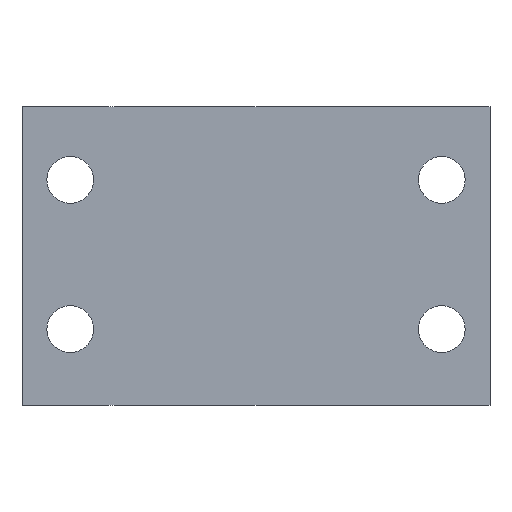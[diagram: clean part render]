
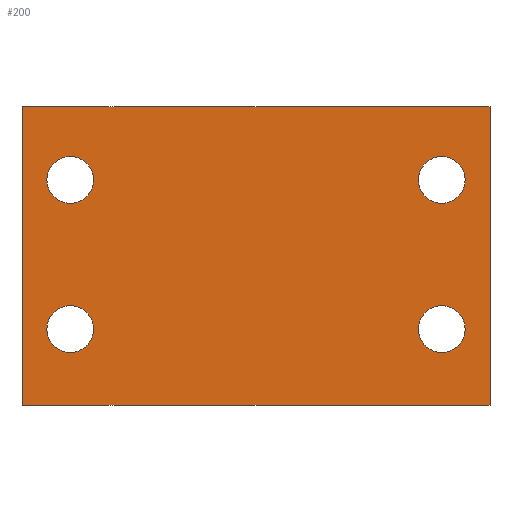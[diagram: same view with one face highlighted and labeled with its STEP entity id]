
A CAD part, front view. The second image highlights one B-rep face of the part: STEP entity #200.
In plain terms, the highlighted planar face has unit normal (0, -1, 0).
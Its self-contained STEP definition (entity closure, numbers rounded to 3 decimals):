
#134 = EDGE_LOOP ( 'NONE', ( #203, #136 ) ) ;
#135 = EDGE_LOOP ( 'NONE', ( #138, #204 ) ) ;
#136 = ORIENTED_EDGE ( 'NONE', *, *, #764, .T. ) ;
#137 = ORIENTED_EDGE ( 'NONE', *, *, #185, .F. ) ;
#138 = ORIENTED_EDGE ( 'NONE', *, *, #808, .T. ) ;
#139 = EDGE_LOOP ( 'NONE', ( #137, #140, #147, #205 ) ) ;
#140 = ORIENTED_EDGE ( 'NONE', *, *, #143, .F. ) ;
#142 = VERTEX_POINT ( 'NONE', #1108 ) ;
#143 = EDGE_CURVE ( 'NONE', #142, #201, #1115, .T. ) ;
#145 = EDGE_CURVE ( 'NONE', #142, #176, #1110, .T. ) ;
#147 = ORIENTED_EDGE ( 'NONE', *, *, #145, .T. ) ;
#175 = VERTEX_POINT ( 'NONE', #1186 ) ;
#176 = VERTEX_POINT ( 'NONE', #1185 ) ;
#181 = EDGE_CURVE ( 'NONE', #176, #175, #1184, .T. ) ;
#183 = ORIENTED_EDGE ( 'NONE', *, *, #842, .T. ) ;
#185 = EDGE_CURVE ( 'NONE', #201, #175, #1179, .T. ) ;
#188 = ORIENTED_EDGE ( 'NONE', *, *, #727, .T. ) ;
#191 = ORIENTED_EDGE ( 'NONE', *, *, #781, .T. ) ;
#196 = EDGE_LOOP ( 'NONE', ( #191, #199 ) ) ;
#199 = ORIENTED_EDGE ( 'NONE', *, *, #778, .T. ) ;
#200 = ADVANCED_FACE ( 'NONE', ( #1219, #1216, #1194, #1224, #1225 ), #1217, .T. ) ;
#201 = VERTEX_POINT ( 'NONE', #1215 ) ;
#202 = EDGE_LOOP ( 'NONE', ( #183, #188 ) ) ;
#203 = ORIENTED_EDGE ( 'NONE', *, *, #800, .T. ) ;
#204 = ORIENTED_EDGE ( 'NONE', *, *, #761, .T. ) ;
#205 = ORIENTED_EDGE ( 'NONE', *, *, #181, .T. ) ;
#458 = CIRCLE ( 'NONE', #482, 4. ) ;
#482 = AXIS2_PLACEMENT_3D ( 'NONE', #497, #490, #489 ) ;
#489 = DIRECTION ( 'NONE',  ( 0., 0., 1. ) ) ;
#490 = DIRECTION ( 'NONE',  ( 0., 1., 0. ) ) ;
#497 = CARTESIAN_POINT ( 'NONE',  ( -31.75, 0., -38. ) ) ;
#528 = CARTESIAN_POINT ( 'NONE',  ( -31.75, 0., -8.5 ) ) ;
#529 = CARTESIAN_POINT ( 'NONE',  ( -31.75, 0., -16.5 ) ) ;
#531 = CARTESIAN_POINT ( 'NONE',  ( -31.75, 0., -42. ) ) ;
#727 = EDGE_CURVE ( 'NONE', #857, #840, #458, .T. ) ;
#761 = EDGE_CURVE ( 'NONE', #763, #774, #1318, .T. ) ;
#763 = VERTEX_POINT ( 'NONE', #1313 ) ;
#764 = EDGE_CURVE ( 'NONE', #859, #860, #1292, .T. ) ;
#774 = VERTEX_POINT ( 'NONE', #1291 ) ;
#778 = EDGE_CURVE ( 'NONE', #843, #844, #1343, .T. ) ;
#781 = EDGE_CURVE ( 'NONE', #844, #843, #1375, .T. ) ;
#800 = EDGE_CURVE ( 'NONE', #860, #859, #1390, .T. ) ;
#808 = EDGE_CURVE ( 'NONE', #774, #763, #1429, .T. ) ;
#840 = VERTEX_POINT ( 'NONE', #1445 ) ;
#842 = EDGE_CURVE ( 'NONE', #840, #857, #1440, .T. ) ;
#843 = VERTEX_POINT ( 'NONE', #1486 ) ;
#844 = VERTEX_POINT ( 'NONE', #1461 ) ;
#857 = VERTEX_POINT ( 'NONE', #531 ) ;
#859 = VERTEX_POINT ( 'NONE', #529 ) ;
#860 = VERTEX_POINT ( 'NONE', #528 ) ;
#1108 = CARTESIAN_POINT ( 'NONE',  ( -40., 0., -51. ) ) ;
#1110 = LINE ( 'NONE', #1139, #1138 ) ;
#1115 = LINE ( 'NONE', #1143, #1142 ) ;
#1137 = DIRECTION ( 'NONE',  ( 1., 0., 0. ) ) ;
#1138 = VECTOR ( 'NONE', #1137, 1000. ) ;
#1139 = CARTESIAN_POINT ( 'NONE',  ( -40., 0., -51. ) ) ;
#1141 = DIRECTION ( 'NONE',  ( 0., 0., 1. ) ) ;
#1142 = VECTOR ( 'NONE', #1141, 1000. ) ;
#1143 = CARTESIAN_POINT ( 'NONE',  ( -40., 0., -51. ) ) ;
#1176 = DIRECTION ( 'NONE',  ( 0., 0., 1. ) ) ;
#1177 = VECTOR ( 'NONE', #1176, 1000. ) ;
#1178 = CARTESIAN_POINT ( 'NONE',  ( 40., 0., -51. ) ) ;
#1179 = LINE ( 'NONE', #1235, #1228 ) ;
#1184 = LINE ( 'NONE', #1178, #1177 ) ;
#1185 = CARTESIAN_POINT ( 'NONE',  ( 40., 0., -51. ) ) ;
#1186 = CARTESIAN_POINT ( 'NONE',  ( 40., 0., 0. ) ) ;
#1194 = FACE_BOUND ( 'NONE', #134, .T. ) ;
#1206 = DIRECTION ( 'NONE',  ( 0., 0., -1. ) ) ;
#1207 = DIRECTION ( 'NONE',  ( 0., -1., 0. ) ) ;
#1208 = CARTESIAN_POINT ( 'NONE',  ( -40., 0., -51. ) ) ;
#1209 = AXIS2_PLACEMENT_3D ( 'NONE', #1208, #1207, #1206 ) ;
#1215 = CARTESIAN_POINT ( 'NONE',  ( -40., 0., 0. ) ) ;
#1216 = FACE_BOUND ( 'NONE', #202, .T. ) ;
#1217 = PLANE ( 'NONE',  #1209 ) ;
#1219 = FACE_BOUND ( 'NONE', #196, .T. ) ;
#1224 = FACE_BOUND ( 'NONE', #135, .T. ) ;
#1225 = FACE_OUTER_BOUND ( 'NONE', #139, .T. ) ;
#1227 = DIRECTION ( 'NONE',  ( 1., 0., 0. ) ) ;
#1228 = VECTOR ( 'NONE', #1227, 1000. ) ;
#1235 = CARTESIAN_POINT ( 'NONE',  ( -40., 0., 0. ) ) ;
#1269 = AXIS2_PLACEMENT_3D ( 'NONE', #1297, #1289, #1345 ) ;
#1289 = DIRECTION ( 'NONE',  ( 0., 1., 0. ) ) ;
#1291 = CARTESIAN_POINT ( 'NONE',  ( 31.75, 0., -8.5 ) ) ;
#1292 = CIRCLE ( 'NONE', #1269, 4. ) ;
#1297 = CARTESIAN_POINT ( 'NONE',  ( -31.75, 0., -12.5 ) ) ;
#1298 = DIRECTION ( 'NONE',  ( 0., 0., 1. ) ) ;
#1299 = DIRECTION ( 'NONE',  ( 0., 1., 0. ) ) ;
#1300 = CARTESIAN_POINT ( 'NONE',  ( 31.75, 0., -12.5 ) ) ;
#1313 = CARTESIAN_POINT ( 'NONE',  ( 31.75, 0., -16.5 ) ) ;
#1315 = AXIS2_PLACEMENT_3D ( 'NONE', #1300, #1299, #1298 ) ;
#1318 = CIRCLE ( 'NONE', #1315, 4. ) ;
#1328 = AXIS2_PLACEMENT_3D ( 'NONE', #1366, #1365, #1364 ) ;
#1342 = AXIS2_PLACEMENT_3D ( 'NONE', #1378, #1377, #1376 ) ;
#1343 = CIRCLE ( 'NONE', #1342, 4. ) ;
#1345 = DIRECTION ( 'NONE',  ( 0., 0., -1. ) ) ;
#1364 = DIRECTION ( 'NONE',  ( 0., 0., 1. ) ) ;
#1365 = DIRECTION ( 'NONE',  ( 0., 1., 0. ) ) ;
#1366 = CARTESIAN_POINT ( 'NONE',  ( 31.75, 0., -38. ) ) ;
#1375 = CIRCLE ( 'NONE', #1328, 4. ) ;
#1376 = DIRECTION ( 'NONE',  ( 0., 0., 1. ) ) ;
#1377 = DIRECTION ( 'NONE',  ( 0., 1., 0. ) ) ;
#1378 = CARTESIAN_POINT ( 'NONE',  ( 31.75, 0., -38. ) ) ;
#1387 = DIRECTION ( 'NONE',  ( 0., 0., -1. ) ) ;
#1388 = DIRECTION ( 'NONE',  ( 0., 1., 0. ) ) ;
#1389 = CARTESIAN_POINT ( 'NONE',  ( -31.75, 0., -12.5 ) ) ;
#1390 = CIRCLE ( 'NONE', #1398, 4. ) ;
#1398 = AXIS2_PLACEMENT_3D ( 'NONE', #1389, #1388, #1387 ) ;
#1402 = AXIS2_PLACEMENT_3D ( 'NONE', #1428, #1427, #1426 ) ;
#1426 = DIRECTION ( 'NONE',  ( 0., 0., 1. ) ) ;
#1427 = DIRECTION ( 'NONE',  ( 0., 1., 0. ) ) ;
#1428 = CARTESIAN_POINT ( 'NONE',  ( 31.75, 0., -12.5 ) ) ;
#1429 = CIRCLE ( 'NONE', #1402, 4. ) ;
#1440 = CIRCLE ( 'NONE', #1441, 4. ) ;
#1441 = AXIS2_PLACEMENT_3D ( 'NONE', #1484, #1483, #1482 ) ;
#1445 = CARTESIAN_POINT ( 'NONE',  ( -31.75, 0., -34. ) ) ;
#1461 = CARTESIAN_POINT ( 'NONE',  ( 31.75, 0., -34. ) ) ;
#1482 = DIRECTION ( 'NONE',  ( 0., 0., 1. ) ) ;
#1483 = DIRECTION ( 'NONE',  ( 0., 1., 0. ) ) ;
#1484 = CARTESIAN_POINT ( 'NONE',  ( -31.75, 0., -38. ) ) ;
#1486 = CARTESIAN_POINT ( 'NONE',  ( 31.75, 0., -42. ) ) ;
